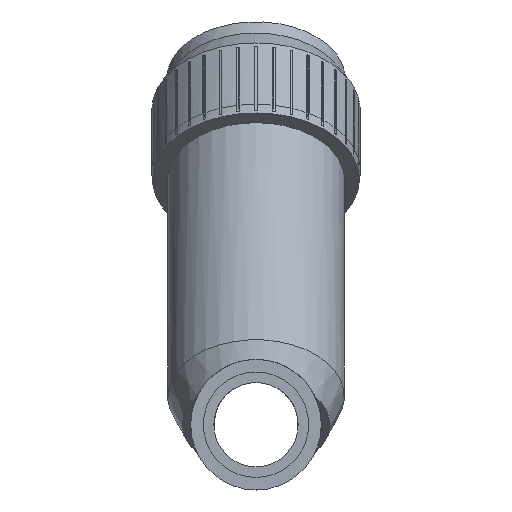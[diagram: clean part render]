
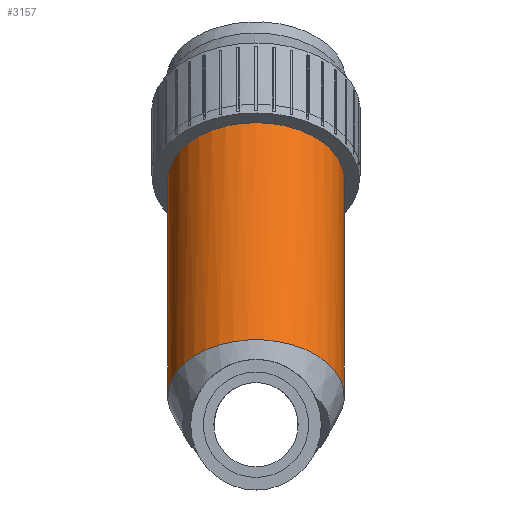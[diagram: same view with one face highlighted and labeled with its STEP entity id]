
A CAD part, left-side view. The second image highlights one B-rep face of the part: STEP entity #3157.
In plain terms, the highlighted cylindrical face has radius 20.95 mm (diameter 41.9 mm), a full revolution.
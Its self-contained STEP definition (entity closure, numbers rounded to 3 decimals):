
#625=B_SPLINE_CURVE_WITH_KNOTS($,3,(#4752,#4753,#4754,#4755,#4756,#4757,
#4758,#4759,#4760,#4761,#4762,#4763,#4764,#4765,#4766,#4767,#4768,#4769,
#4770),.UNSPECIFIED.,.F.,.F.,(4,2,2,2,2,2,2,3,4),(8.116,8.429,
8.741,9.366,9.873,10.379,10.857,
11.335,11.638),.UNSPECIFIED.);
#626=B_SPLINE_CURVE_WITH_KNOTS($,3,(#4773,#4774,#4775,#4776,#4777,#4778,
#4779,#4780,#4781,#4782,#4783,#4784,#4785,#4786,#4787,#4788,#4789,#4790),
 .UNSPECIFIED.,.F.,.F.,(4,2,2,2,2,2,2,2,4),(-6.74,-6.437,
-5.959,-5.481,-4.975,-4.469,
-3.844,-3.531,-3.218),.UNSPECIFIED.);
#647=FACE_OUTER_BOUND($,#911,.T.);
#814=CYLINDRICAL_SURFACE($,#3358,20.95);
#874=FACE_BOUND($,#912,.T.);
#911=EDGE_LOOP($,(#2095));
#912=EDGE_LOOP($,(#2096,#2097,#2098));
#1081=CIRCLE($,#3325,20.95);
#1096=CIRCLE($,#3359,20.95);
#1253=VERTEX_POINT($,#4699);
#1270=VERTEX_POINT($,#4750);
#1271=VERTEX_POINT($,#4751);
#1272=VERTEX_POINT($,#4771);
#1579=EDGE_CURVE($,#1253,#1253,#1081,.T.);
#1598=EDGE_CURVE($,#1270,#1271,#625,.T.);
#1599=EDGE_CURVE($,#1272,#1271,#1096,.T.);
#1600=EDGE_CURVE($,#1272,#1270,#626,.T.);
#2095=ORIENTED_EDGE($,*,*,#1579,.T.);
#2096=ORIENTED_EDGE($,*,*,#1598,.T.);
#2097=ORIENTED_EDGE($,*,*,#1599,.F.);
#2098=ORIENTED_EDGE($,*,*,#1600,.T.);
#3157=ADVANCED_FACE($,(#647,#874),#814,.T.);
#3325=AXIS2_PLACEMENT_3D($,#4700,#3687,#3688);
#3358=AXIS2_PLACEMENT_3D($,#4749,#3753,#3754);
#3359=AXIS2_PLACEMENT_3D($,#4772,#3755,#3756);
#3687=DIRECTION('center_axis',(-0.643,0.,
-0.766));
#3688=DIRECTION('ref_axis',(-0.766,0.,0.643));
#3753=DIRECTION('center_axis',(-0.643,0.,-0.766));
#3754=DIRECTION('ref_axis',(-0.766,0.,0.643));
#3755=DIRECTION('center_axis',(-0.643,0.,-0.766));
#3756=DIRECTION('ref_axis',(-0.766,0.,0.643));
#4699=CARTESIAN_POINT('',(99.205,0.,57.582));
#4700=CARTESIAN_POINT('Origin',(83.156,0.,
71.049));
#4749=CARTESIAN_POINT('Origin',(55.112,0.,37.626));
#4750=CARTESIAN_POINT('',(74.659,0.,28.329));
#4751=CARTESIAN_POINT('',(50.889,15.296,10.324));
#4752=CARTESIAN_POINT('Ctrl Pts',(74.659,0.,
28.329));
#4753=CARTESIAN_POINT('Ctrl Pts',(74.659,1.042,28.329));
#4754=CARTESIAN_POINT('Ctrl Pts',(74.469,2.046,28.224));
#4755=CARTESIAN_POINT('Ctrl Pts',(73.795,3.949,27.849));
#4756=CARTESIAN_POINT('Ctrl Pts',(73.31,4.848,27.579));
#4757=CARTESIAN_POINT('Ctrl Pts',(71.563,7.35,26.593));
#4758=CARTESIAN_POINT('Ctrl Pts',(70.001,8.756,25.698));
#4759=CARTESIAN_POINT('Ctrl Pts',(67.245,10.743,24.061));
#4760=CARTESIAN_POINT('Ctrl Pts',(65.832,11.575,23.203));
#4761=CARTESIAN_POINT('Ctrl Pts',(62.956,12.989,21.366));
#4762=CARTESIAN_POINT('Ctrl Pts',(61.493,13.573,20.387));
#4763=CARTESIAN_POINT('Ctrl Pts',(58.923,14.443,18.542));
#4764=CARTESIAN_POINT('Ctrl Pts',(57.564,14.822,17.508));
#4765=CARTESIAN_POINT('Ctrl Pts',(54.964,15.351,15.263));
#4766=CARTESIAN_POINT('Ctrl Pts',(53.727,15.5,14.049));
#4767=CARTESIAN_POINT('Ctrl Pts',(52.703,15.5,12.829));
#4768=CARTESIAN_POINT('Ctrl Pts',(52.054,15.5,12.055));
#4769=CARTESIAN_POINT('Ctrl Pts',(51.431,15.442,11.211));
#4770=CARTESIAN_POINT('Ctrl Pts',(50.889,15.296,10.324));
#4771=CARTESIAN_POINT('',(50.889,-15.296,10.324));
#4772=CARTESIAN_POINT('Origin',(39.923,0.,19.525));
#4773=CARTESIAN_POINT('Ctrl Pts',(50.889,-15.296,10.324));
#4774=CARTESIAN_POINT('Ctrl Pts',(51.431,-15.442,11.211));
#4775=CARTESIAN_POINT('Ctrl Pts',(52.054,-15.5,12.055));
#4776=CARTESIAN_POINT('Ctrl Pts',(53.727,-15.5,14.049));
#4777=CARTESIAN_POINT('Ctrl Pts',(54.964,-15.351,15.263));
#4778=CARTESIAN_POINT('Ctrl Pts',(57.564,-14.822,17.508));
#4779=CARTESIAN_POINT('Ctrl Pts',(58.923,-14.443,18.542));
#4780=CARTESIAN_POINT('Ctrl Pts',(61.493,-13.573,20.387));
#4781=CARTESIAN_POINT('Ctrl Pts',(62.956,-12.989,21.366));
#4782=CARTESIAN_POINT('Ctrl Pts',(65.832,-11.575,23.203));
#4783=CARTESIAN_POINT('Ctrl Pts',(67.245,-10.743,24.061));
#4784=CARTESIAN_POINT('Ctrl Pts',(70.001,-8.756,25.698));
#4785=CARTESIAN_POINT('Ctrl Pts',(71.563,-7.35,26.593));
#4786=CARTESIAN_POINT('Ctrl Pts',(73.31,-4.848,27.579));
#4787=CARTESIAN_POINT('Ctrl Pts',(73.795,-3.949,27.849));
#4788=CARTESIAN_POINT('Ctrl Pts',(74.469,-2.046,28.224));
#4789=CARTESIAN_POINT('Ctrl Pts',(74.659,-1.042,28.329));
#4790=CARTESIAN_POINT('Ctrl Pts',(74.659,0.,
28.329));
